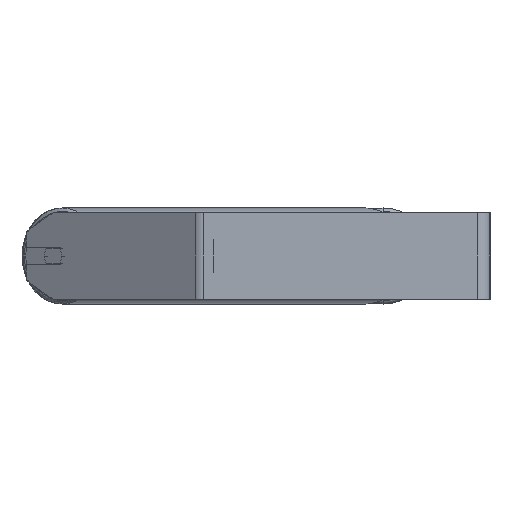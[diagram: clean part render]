
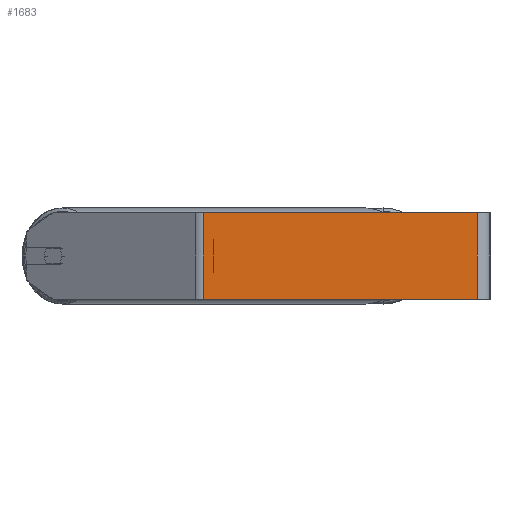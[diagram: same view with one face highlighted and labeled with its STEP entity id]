
A CAD part, left-side view. The second image highlights one B-rep face of the part: STEP entity #1683.
In plain terms, the highlighted planar face has unit normal (-1, 0, 0).
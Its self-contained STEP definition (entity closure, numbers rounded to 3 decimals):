
#410 = CARTESIAN_POINT ( 'NONE',  ( -800., 12., -40. ) ) ;
#619 = VECTOR ( 'NONE', #2636, 1000. ) ;
#960 = EDGE_CURVE ( 'NONE', #1730, #5315, #7496, .T. ) ;
#1683 = ADVANCED_FACE ( 'NONE', ( #2080 ), #4867, .F. ) ;
#1693 = CARTESIAN_POINT ( 'NONE',  ( -800., 265.638, 40. ) ) ;
#1730 = VERTEX_POINT ( 'NONE', #8306 ) ;
#2049 = ORIENTED_EDGE ( 'NONE', *, *, #7545, .F. ) ;
#2080 = FACE_OUTER_BOUND ( 'NONE', #3183, .T. ) ;
#2191 = DIRECTION ( 'NONE',  ( 0., 0., -1. ) ) ;
#2254 = DIRECTION ( 'NONE',  ( 1., 0., 0. ) ) ;
#2300 = ORIENTED_EDGE ( 'NONE', *, *, #960, .T. ) ;
#2430 = EDGE_CURVE ( 'NONE', #6261, #8475, #6120, .T. ) ;
#2548 = ORIENTED_EDGE ( 'NONE', *, *, #3824, .T. ) ;
#2636 = DIRECTION ( 'NONE',  ( 0., -1., 0. ) ) ;
#2716 = CARTESIAN_POINT ( 'NONE',  ( -800., 269.422, 40. ) ) ;
#3157 = LINE ( 'NONE', #1693, #3922 ) ;
#3183 = EDGE_LOOP ( 'NONE', ( #2300, #2049, #4309, #2548 ) ) ;
#3304 = CARTESIAN_POINT ( 'NONE',  ( -800., 269.422, -40. ) ) ;
#3391 = DIRECTION ( 'NONE',  ( 0., -1., 0. ) ) ;
#3538 = CARTESIAN_POINT ( 'NONE',  ( -800., 12., 40. ) ) ;
#3824 = EDGE_CURVE ( 'NONE', #6261, #1730, #3157, .T. ) ;
#3922 = VECTOR ( 'NONE', #5857, 1000. ) ;
#4309 = ORIENTED_EDGE ( 'NONE', *, *, #2430, .F. ) ;
#4781 = LINE ( 'NONE', #3538, #8311 ) ;
#4867 = PLANE ( 'NONE',  #5299 ) ;
#5299 = AXIS2_PLACEMENT_3D ( 'NONE', #6281, #2254, #6201 ) ;
#5315 = VERTEX_POINT ( 'NONE', #410 ) ;
#5439 = CARTESIAN_POINT ( 'NONE',  ( -800., 265.638, 40. ) ) ;
#5732 = VECTOR ( 'NONE', #3391, 1000. ) ;
#5857 = DIRECTION ( 'NONE',  ( 0., 0., -1. ) ) ;
#6120 = LINE ( 'NONE', #2716, #5732 ) ;
#6201 = DIRECTION ( 'NONE',  ( 0., 0., -1. ) ) ;
#6261 = VERTEX_POINT ( 'NONE', #5439 ) ;
#6281 = CARTESIAN_POINT ( 'NONE',  ( -800., 269.422, 40. ) ) ;
#7496 = LINE ( 'NONE', #3304, #619 ) ;
#7545 = EDGE_CURVE ( 'NONE', #8475, #5315, #4781, .T. ) ;
#7958 = CARTESIAN_POINT ( 'NONE',  ( -800., 12., 40. ) ) ;
#8306 = CARTESIAN_POINT ( 'NONE',  ( -800., 265.638, -40. ) ) ;
#8311 = VECTOR ( 'NONE', #2191, 1000. ) ;
#8475 = VERTEX_POINT ( 'NONE', #7958 ) ;
